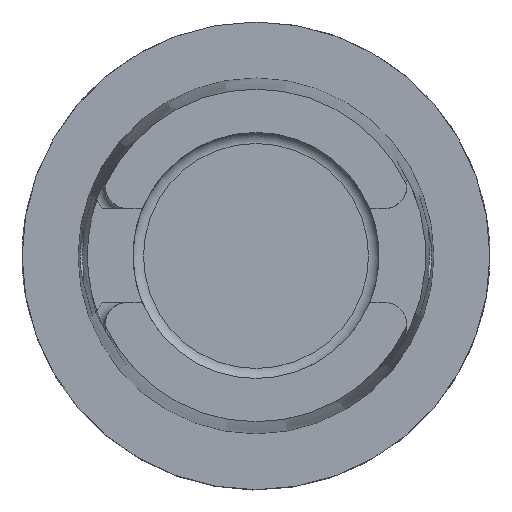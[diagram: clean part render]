
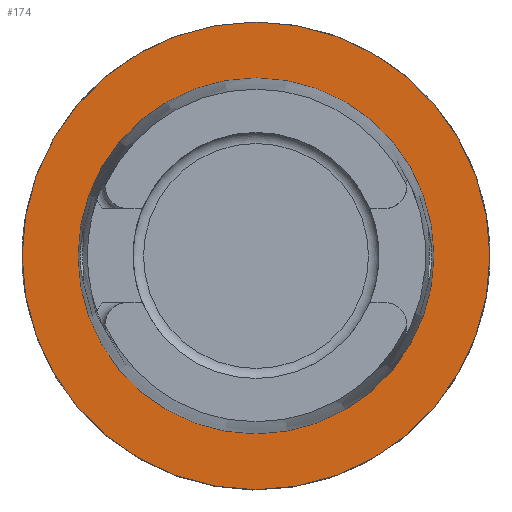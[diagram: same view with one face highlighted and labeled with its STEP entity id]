
A CAD part, top view. The second image highlights one B-rep face of the part: STEP entity #174.
In plain terms, the highlighted planar face has unit normal (0, 0, 1).
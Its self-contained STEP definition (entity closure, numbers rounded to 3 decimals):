
#60=PLANE('',#1382);
#174=ADVANCED_FACE('',(#232,#233),#60,.F.);
#232=FACE_BOUND('',#304,.T.);
#233=FACE_BOUND('',#305,.T.);
#304=EDGE_LOOP('',(#672));
#305=EDGE_LOOP('',(#673));
#392=CIRCLE('',#1320,39.965);
#415=CIRCLE('',#1381,30.407);
#672=ORIENTED_EDGE('',*,*,#1049,.F.);
#673=ORIENTED_EDGE('',*,*,#951,.F.);
#824=VERTEX_POINT('',#1861);
#886=VERTEX_POINT('',#2107);
#951=EDGE_CURVE('',#824,#824,#392,.T.);
#1049=EDGE_CURVE('',#886,#886,#415,.T.);
#1320=AXIS2_PLACEMENT_3D('',#1860,#1468,#1469);
#1381=AXIS2_PLACEMENT_3D('',#2106,#1653,#1654);
#1382=AXIS2_PLACEMENT_3D('',#2108,#1655,#1656);
#1468=DIRECTION('',(0.,0.,-1.));
#1469=DIRECTION('',(-1.,0.,0.));
#1653=DIRECTION('',(0.,0.,1.));
#1654=DIRECTION('',(-1.,0.,0.));
#1655=DIRECTION('',(0.,0.,-1.));
#1656=DIRECTION('',(-1.,0.,0.));
#1860=CARTESIAN_POINT('',(0.,0.,0.));
#1861=CARTESIAN_POINT('',(-39.965,0.,0.));
#2106=CARTESIAN_POINT('',(0.,0.,0.));
#2107=CARTESIAN_POINT('',(-30.407,0.,0.));
#2108=CARTESIAN_POINT('',(0.,-31.878,0.));
